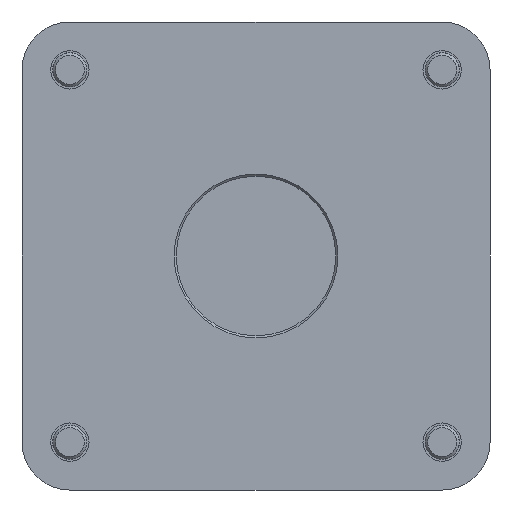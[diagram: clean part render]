
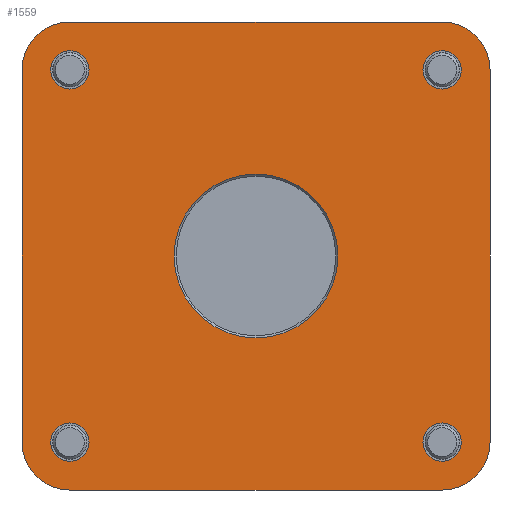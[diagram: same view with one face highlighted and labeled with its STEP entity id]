
A CAD part, front view. The second image highlights one B-rep face of the part: STEP entity #1559.
In plain terms, the highlighted planar face has unit normal (0, -1, 0).
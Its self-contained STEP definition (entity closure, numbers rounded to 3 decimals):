
#148=LINE('',#2546,#226);
#152=LINE('',#2556,#230);
#155=LINE('',#2564,#233);
#158=LINE('',#2572,#236);
#226=VECTOR('',#1991,1000.);
#230=VECTOR('',#2001,1000.);
#233=VECTOR('',#2010,1000.);
#236=VECTOR('',#2019,1000.);
#344=ORIENTED_EDGE('',*,*,#716,.F.);
#345=ORIENTED_EDGE('',*,*,#717,.F.);
#346=ORIENTED_EDGE('',*,*,#718,.F.);
#347=ORIENTED_EDGE('',*,*,#719,.F.);
#348=ORIENTED_EDGE('',*,*,#720,.F.);
#349=ORIENTED_EDGE('',*,*,#700,.F.);
#350=ORIENTED_EDGE('',*,*,#715,.F.);
#351=ORIENTED_EDGE('',*,*,#713,.F.);
#352=ORIENTED_EDGE('',*,*,#711,.F.);
#353=ORIENTED_EDGE('',*,*,#709,.F.);
#354=ORIENTED_EDGE('',*,*,#707,.F.);
#355=ORIENTED_EDGE('',*,*,#705,.F.);
#356=ORIENTED_EDGE('',*,*,#703,.F.);
#700=EDGE_CURVE('',#894,#895,#148,.T.);
#703=EDGE_CURVE('',#895,#896,#1027,.T.);
#705=EDGE_CURVE('',#896,#897,#152,.T.);
#707=EDGE_CURVE('',#897,#898,#1028,.T.);
#709=EDGE_CURVE('',#898,#899,#155,.T.);
#711=EDGE_CURVE('',#899,#900,#1029,.T.);
#713=EDGE_CURVE('',#900,#901,#158,.T.);
#715=EDGE_CURVE('',#901,#894,#1030,.T.);
#716=EDGE_CURVE('',#902,#902,#1031,.T.);
#717=EDGE_CURVE('',#903,#903,#1032,.T.);
#718=EDGE_CURVE('',#904,#904,#1033,.T.);
#719=EDGE_CURVE('',#905,#905,#1034,.T.);
#720=EDGE_CURVE('',#906,#906,#1035,.T.);
#894=VERTEX_POINT('',#2547);
#895=VERTEX_POINT('',#2548);
#896=VERTEX_POINT('',#2553);
#897=VERTEX_POINT('',#2557);
#898=VERTEX_POINT('',#2561);
#899=VERTEX_POINT('',#2565);
#900=VERTEX_POINT('',#2569);
#901=VERTEX_POINT('',#2573);
#902=VERTEX_POINT('',#2579);
#903=VERTEX_POINT('',#2581);
#904=VERTEX_POINT('',#2583);
#905=VERTEX_POINT('',#2585);
#906=VERTEX_POINT('',#2587);
#1027=CIRCLE('',#1735,22.5);
#1028=CIRCLE('',#1738,22.5);
#1029=CIRCLE('',#1741,22.5);
#1030=CIRCLE('',#1744,22.5);
#1031=CIRCLE('',#1746,9.);
#1032=CIRCLE('',#1747,9.);
#1033=CIRCLE('',#1748,9.);
#1034=CIRCLE('',#1749,9.);
#1035=CIRCLE('',#1750,38.5);
#1144=EDGE_LOOP('',(#344));
#1145=EDGE_LOOP('',(#345));
#1146=EDGE_LOOP('',(#346));
#1147=EDGE_LOOP('',(#347));
#1148=EDGE_LOOP('',(#348));
#1149=EDGE_LOOP('',(#349,#350,#351,#352,#353,#354,#355,#356));
#1328=FACE_BOUND('',#1144,.T.);
#1329=FACE_BOUND('',#1145,.T.);
#1330=FACE_BOUND('',#1146,.T.);
#1331=FACE_BOUND('',#1147,.T.);
#1332=FACE_BOUND('',#1148,.T.);
#1333=FACE_BOUND('',#1149,.T.);
#1503=PLANE('',#1745);
#1559=ADVANCED_FACE('',(#1328,#1329,#1330,#1331,#1332,#1333),#1503,.F.);
#1735=AXIS2_PLACEMENT_3D('',#2552,#1996,#1997);
#1738=AXIS2_PLACEMENT_3D('',#2560,#2005,#2006);
#1741=AXIS2_PLACEMENT_3D('',#2568,#2014,#2015);
#1744=AXIS2_PLACEMENT_3D('',#2576,#2023,#2024);
#1745=AXIS2_PLACEMENT_3D('',#2577,#2025,#2026);
#1746=AXIS2_PLACEMENT_3D('',#2578,#2027,#2028);
#1747=AXIS2_PLACEMENT_3D('',#2580,#2029,#2030);
#1748=AXIS2_PLACEMENT_3D('',#2582,#2031,#2032);
#1749=AXIS2_PLACEMENT_3D('',#2584,#2033,#2034);
#1750=AXIS2_PLACEMENT_3D('',#2586,#2035,#2036);
#1991=DIRECTION('',(0.,0.,1.));
#1996=DIRECTION('',(0.,1.,0.));
#1997=DIRECTION('',(1.,0.,0.));
#2001=DIRECTION('',(1.,0.,0.));
#2005=DIRECTION('',(0.,1.,0.));
#2006=DIRECTION('',(1.,0.,0.));
#2010=DIRECTION('',(0.,0.,-1.));
#2014=DIRECTION('',(0.,1.,0.));
#2015=DIRECTION('',(1.,0.,0.));
#2019=DIRECTION('',(-1.,0.,0.));
#2023=DIRECTION('',(0.,1.,0.));
#2024=DIRECTION('',(1.,0.,0.));
#2025=DIRECTION('',(0.,1.,0.));
#2026=DIRECTION('',(0.,0.,1.));
#2027=DIRECTION('',(0.,-1.,0.));
#2028=DIRECTION('',(0.,0.,-1.));
#2029=DIRECTION('',(0.,-1.,0.));
#2030=DIRECTION('',(0.,0.,-1.));
#2031=DIRECTION('',(0.,-1.,0.));
#2032=DIRECTION('',(0.,0.,-1.));
#2033=DIRECTION('',(0.,-1.,0.));
#2034=DIRECTION('',(0.,0.,-1.));
#2035=DIRECTION('',(0.,-1.,0.));
#2036=DIRECTION('',(0.,0.,-1.));
#2546=CARTESIAN_POINT('',(-110.,0.,-87.5));
#2547=CARTESIAN_POINT('',(-110.,0.,-87.5));
#2548=CARTESIAN_POINT('',(-110.,0.,87.5));
#2552=CARTESIAN_POINT('',(-87.5,0.,87.5));
#2553=CARTESIAN_POINT('',(-87.5,0.,110.));
#2556=CARTESIAN_POINT('',(-87.5,0.,110.));
#2557=CARTESIAN_POINT('',(87.5,0.,110.));
#2560=CARTESIAN_POINT('',(87.5,0.,87.5));
#2561=CARTESIAN_POINT('',(110.,0.,87.5));
#2564=CARTESIAN_POINT('',(110.,0.,87.5));
#2565=CARTESIAN_POINT('',(110.,0.,-87.5));
#2568=CARTESIAN_POINT('',(87.5,0.,-87.5));
#2569=CARTESIAN_POINT('',(87.5,0.,-110.));
#2572=CARTESIAN_POINT('',(87.5,0.,-110.));
#2573=CARTESIAN_POINT('',(-87.5,0.,-110.));
#2576=CARTESIAN_POINT('',(-87.5,0.,-87.5));
#2577=CARTESIAN_POINT('',(-87.5,0.,87.5));
#2578=CARTESIAN_POINT('',(-87.5,0.,-87.5));
#2579=CARTESIAN_POINT('',(-87.5,0.,-96.5));
#2580=CARTESIAN_POINT('',(87.5,0.,-87.5));
#2581=CARTESIAN_POINT('',(87.5,0.,-96.5));
#2582=CARTESIAN_POINT('',(-87.5,0.,87.5));
#2583=CARTESIAN_POINT('',(-87.5,0.,78.5));
#2584=CARTESIAN_POINT('',(87.5,0.,87.5));
#2585=CARTESIAN_POINT('',(87.5,0.,78.5));
#2586=CARTESIAN_POINT('',(0.,0.,0.));
#2587=CARTESIAN_POINT('',(0.,0.,-38.5));
